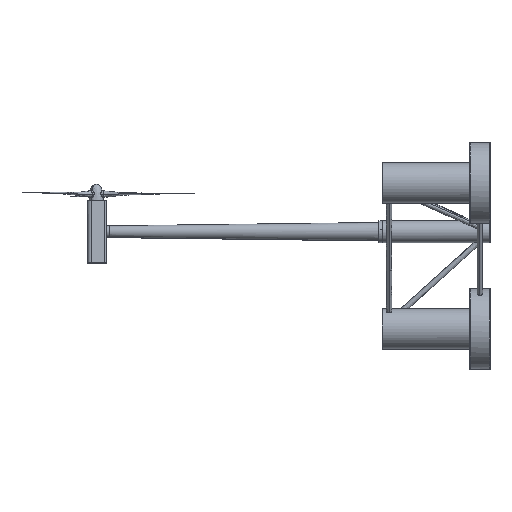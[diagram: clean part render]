
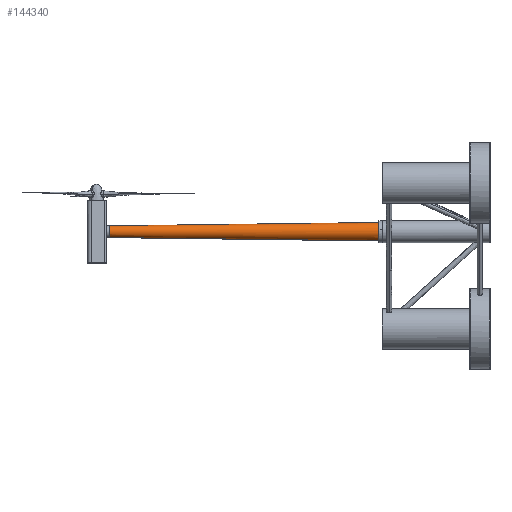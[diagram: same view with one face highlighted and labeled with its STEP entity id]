
A CAD part, left-side view. The second image highlights one B-rep face of the part: STEP entity #144340.
In plain terms, the highlighted free-form (B-spline) face has degree [1, 3] with [2, 4] control points.
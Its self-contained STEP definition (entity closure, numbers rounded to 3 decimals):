
#144340 = ADVANCED_FACE('',(#144341),#144375,.T.);
#144341 = FACE_BOUND('',#144342,.T.);
#144342 = EDGE_LOOP('',(#144343,#144352,#144361,#144368));
#144343 = ORIENTED_EDGE('',*,*,#144344,.T.);
#144344 = EDGE_CURVE('',#144345,#144347,#144349,.T.);
#144345 = VERTEX_POINT('',#144346);
#144346 = CARTESIAN_POINT('',(49342.727,45530.722,
    58514.247));
#144347 = VERTEX_POINT('',#144348);
#144348 = CARTESIAN_POINT('',(49593.189,127035.895,
    59501.795));
#144349 = B_SPLINE_CURVE_WITH_KNOTS('',1,(#144350,#144351),
  .UNSPECIFIED.,.F.,.F.,(2,2),(0.,1.),.PIECEWISE_BEZIER_KNOTS.);
#144350 = CARTESIAN_POINT('',(49342.727,45530.722,
    58514.247));
#144351 = CARTESIAN_POINT('',(49593.189,127035.895,
    59501.795));
#144352 = ORIENTED_EDGE('',*,*,#144353,.T.);
#144353 = EDGE_CURVE('',#144347,#144354,#144356,.T.);
#144354 = VERTEX_POINT('',#144355);
#144355 = CARTESIAN_POINT('',(50469.809,127035.895,
    62958.214));
#144356 = ( BOUNDED_CURVE() B_SPLINE_CURVE(3,(#144357,#144358,#144359,
#144360),.UNSPECIFIED.,.F.,.F.) B_SPLINE_CURVE_WITH_KNOTS((4,4),(0.,1.),
.PIECEWISE_BEZIER_KNOTS.) CURVE() GEOMETRIC_REPRESENTATION_ITEM() 
RATIONAL_B_SPLINE_CURVE((1.,0.333,0.333,1.)) 
REPRESENTATION_ITEM('') );
#144357 = CARTESIAN_POINT('',(49593.189,127035.895,
    59501.795));
#144358 = CARTESIAN_POINT('',(46136.77,127035.895,
    60378.414));
#144359 = CARTESIAN_POINT('',(47013.389,127035.895,
    63834.834));
#144360 = CARTESIAN_POINT('',(50469.809,127035.895,
    62958.214));
#144361 = ORIENTED_EDGE('',*,*,#144362,.T.);
#144362 = EDGE_CURVE('',#144354,#144363,#144365,.T.);
#144363 = VERTEX_POINT('',#144364);
#144364 = CARTESIAN_POINT('',(50720.271,45530.722,
    63945.763));
#144365 = B_SPLINE_CURVE_WITH_KNOTS('',1,(#144366,#144367),
  .UNSPECIFIED.,.F.,.F.,(2,2),(0.,1.),.PIECEWISE_BEZIER_KNOTS.);
#144366 = CARTESIAN_POINT('',(50469.809,127035.895,
    62958.214));
#144367 = CARTESIAN_POINT('',(50720.271,45530.722,
    63945.763));
#144368 = ORIENTED_EDGE('',*,*,#144369,.T.);
#144369 = EDGE_CURVE('',#144363,#144345,#144370,.T.);
#144370 = ( BOUNDED_CURVE() B_SPLINE_CURVE(3,(#144371,#144372,#144373,
#144374),.UNSPECIFIED.,.F.,.F.) B_SPLINE_CURVE_WITH_KNOTS((4,4),(0.,1.),
.PIECEWISE_BEZIER_KNOTS.) CURVE() GEOMETRIC_REPRESENTATION_ITEM() 
RATIONAL_B_SPLINE_CURVE((1.,0.333,0.333,1.)) 
REPRESENTATION_ITEM('') );
#144371 = CARTESIAN_POINT('',(50720.271,45530.722,
    63945.763));
#144372 = CARTESIAN_POINT('',(45288.755,45530.722,
    65323.307));
#144373 = CARTESIAN_POINT('',(43911.211,45530.722,
    59891.791));
#144374 = CARTESIAN_POINT('',(49342.727,45530.722,
    58514.247));
#144375 = ( BOUNDED_SURFACE() B_SPLINE_SURFACE(1,3,(
    (#144376,#144377,#144378,#144379)
    ,(#144380,#144381,#144382,#144383
)),.UNSPECIFIED.,.F.,.F.,.F.) B_SPLINE_SURFACE_WITH_KNOTS((2,2),(4,4),(
    0.,1.),(0.,1.),.PIECEWISE_BEZIER_KNOTS.) 
GEOMETRIC_REPRESENTATION_ITEM() RATIONAL_B_SPLINE_SURFACE((
    (1.,0.333,0.333,1.)
,(1.,0.333,0.333,1.
  ))) REPRESENTATION_ITEM('') SURFACE() );
#144376 = CARTESIAN_POINT('',(50469.809,127035.895,
    62958.214));
#144377 = CARTESIAN_POINT('',(47013.389,127035.895,
    63834.834));
#144378 = CARTESIAN_POINT('',(46136.77,127035.895,
    60378.414));
#144379 = CARTESIAN_POINT('',(49593.189,127035.895,
    59501.795));
#144380 = CARTESIAN_POINT('',(50720.271,45530.722,
    63945.763));
#144381 = CARTESIAN_POINT('',(45288.755,45530.722,
    65323.307));
#144382 = CARTESIAN_POINT('',(43911.211,45530.722,
    59891.791));
#144383 = CARTESIAN_POINT('',(49342.727,45530.722,
    58514.247));
